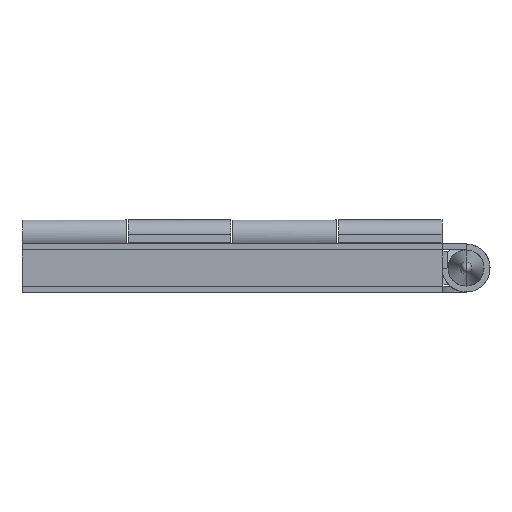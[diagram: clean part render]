
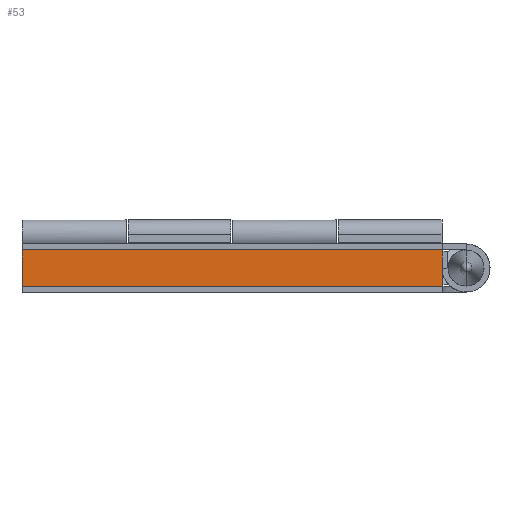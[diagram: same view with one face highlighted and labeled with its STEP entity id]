
A CAD part, front view. The second image highlights one B-rep face of the part: STEP entity #53.
In plain terms, the highlighted free-form (B-spline) face has degree [1, 1] with [2, 2] control points.
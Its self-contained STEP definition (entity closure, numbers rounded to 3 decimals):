
#24 = VERTEX_POINT('',#25);
#25 = CARTESIAN_POINT('',(-39.448,-60.3,3.381)
  );
#30 = EDGE_CURVE('',#31,#24,#33,.T.);
#31 = VERTEX_POINT('',#32);
#32 = CARTESIAN_POINT('',(39.448,-60.3,3.381)
  );
#33 = B_SPLINE_CURVE_WITH_KNOTS('',1,(#34,#35),.UNSPECIFIED.,.F.,.F.,(2,
    2),(-0.,70.),.PIECEWISE_BEZIER_KNOTS.);
#34 = CARTESIAN_POINT('',(39.448,-60.3,3.381)
  );
#35 = CARTESIAN_POINT('',(-39.448,-60.3,3.381)
  );
#53 = ADVANCED_FACE('',(#54),#76,.F.);
#54 = FACE_BOUND('',#55,.T.);
#55 = EDGE_LOOP('',(#56,#63,#70,#75));
#56 = ORIENTED_EDGE('',*,*,#57,.T.);
#57 = EDGE_CURVE('',#24,#58,#60,.T.);
#58 = VERTEX_POINT('',#59);
#59 = CARTESIAN_POINT('',(-39.448,-60.3,-3.381
    ));
#60 = B_SPLINE_CURVE_WITH_KNOTS('',1,(#61,#62),.UNSPECIFIED.,.F.,.F.,(2,
    2),(-6.,-0.),.PIECEWISE_BEZIER_KNOTS.);
#61 = CARTESIAN_POINT('',(-39.448,-60.3,3.381)
  );
#62 = CARTESIAN_POINT('',(-39.448,-60.3,-3.381
    ));
#63 = ORIENTED_EDGE('',*,*,#64,.F.);
#64 = EDGE_CURVE('',#65,#58,#67,.T.);
#65 = VERTEX_POINT('',#66);
#66 = CARTESIAN_POINT('',(39.448,-60.3,-3.381
    ));
#67 = B_SPLINE_CURVE_WITH_KNOTS('',1,(#68,#69),.UNSPECIFIED.,.F.,.F.,(2,
    2),(-0.,70.),.PIECEWISE_BEZIER_KNOTS.);
#68 = CARTESIAN_POINT('',(39.448,-60.3,-3.381
    ));
#69 = CARTESIAN_POINT('',(-39.448,-60.3,-3.381
    ));
#70 = ORIENTED_EDGE('',*,*,#71,.F.);
#71 = EDGE_CURVE('',#31,#65,#72,.T.);
#72 = B_SPLINE_CURVE_WITH_KNOTS('',1,(#73,#74),.UNSPECIFIED.,.F.,.F.,(2,
    2),(-6.,-0.),.PIECEWISE_BEZIER_KNOTS.);
#73 = CARTESIAN_POINT('',(39.448,-60.3,3.381)
  );
#74 = CARTESIAN_POINT('',(39.448,-60.3,-3.381
    ));
#75 = ORIENTED_EDGE('',*,*,#30,.T.);
#76 = B_SPLINE_SURFACE_WITH_KNOTS('',1,1,(
    (#77,#78)
    ,(#79,#80)),.UNSPECIFIED.,.F.,.F.,.F.,(2,2),(2,2),(0.,6.),(-70.,0.),
  .PIECEWISE_BEZIER_KNOTS.);
#77 = CARTESIAN_POINT('',(-39.448,-60.3,-3.381
    ));
#78 = CARTESIAN_POINT('',(39.448,-60.3,-3.381
    ));
#79 = CARTESIAN_POINT('',(-39.448,-60.3,3.381)
  );
#80 = CARTESIAN_POINT('',(39.448,-60.3,3.381)
  );
